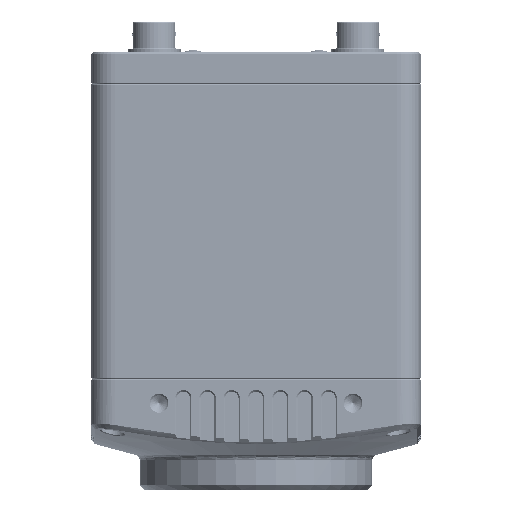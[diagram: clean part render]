
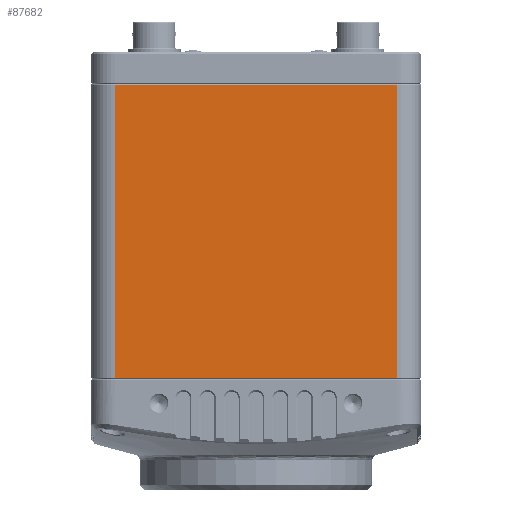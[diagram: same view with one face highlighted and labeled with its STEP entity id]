
A CAD part, left-side view. The second image highlights one B-rep face of the part: STEP entity #87682.
In plain terms, the highlighted planar face has unit normal (-1, 0, 0).
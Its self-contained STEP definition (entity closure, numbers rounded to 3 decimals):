
#4053 = CARTESIAN_POINT ( 'NONE',  ( -34., 0., 83.6 ) ) ;
#5512 = VECTOR ( 'NONE', #48403, 1000. ) ;
#9165 = DIRECTION ( 'NONE',  ( 0., 0., -1. ) ) ;
#10029 = VECTOR ( 'NONE', #9165, 1000. ) ;
#11783 = CARTESIAN_POINT ( 'NONE',  ( -34., 34., 23.1 ) ) ;
#12451 = DIRECTION ( 'NONE',  ( 0., -1., 0. ) ) ;
#15965 = CARTESIAN_POINT ( 'NONE',  ( -34., 29., 23.1 ) ) ;
#19272 = CARTESIAN_POINT ( 'NONE',  ( -34., 34., 22.9 ) ) ;
#25348 = VERTEX_POINT ( 'NONE', #38133 ) ;
#27463 = DIRECTION ( 'NONE',  ( 0., -1., 0. ) ) ;
#35413 = CARTESIAN_POINT ( 'NONE',  ( -34., 29., 22.9 ) ) ;
#35856 = LINE ( 'NONE', #11783, #80113 ) ;
#38045 = ORIENTED_EDGE ( 'NONE', *, *, #42475, .T. ) ;
#38133 = CARTESIAN_POINT ( 'NONE',  ( -34., -29., 23.1 ) ) ;
#38309 = VERTEX_POINT ( 'NONE', #62125 ) ;
#42281 = EDGE_LOOP ( 'NONE', ( #38045, #67068, #68815, #46296 ) ) ;
#42475 = EDGE_CURVE ( 'NONE', #38309, #99992, #53299, .T. ) ;
#43868 = PLANE ( 'NONE',  #93434 ) ;
#46296 = ORIENTED_EDGE ( 'NONE', *, *, #96822, .F. ) ;
#48072 = EDGE_CURVE ( 'NONE', #99992, #25348, #35856, .T. ) ;
#48403 = DIRECTION ( 'NONE',  ( 0., 0., 1. ) ) ;
#50730 = CARTESIAN_POINT ( 'NONE',  ( -34., -29., 83.6 ) ) ;
#53299 = LINE ( 'NONE', #35413, #10029 ) ;
#53374 = DIRECTION ( 'NONE',  ( -1., 0., 0. ) ) ;
#53911 = FACE_OUTER_BOUND ( 'NONE', #42281, .T. ) ;
#55429 = EDGE_CURVE ( 'NONE', #25348, #90104, #73550, .T. ) ;
#62125 = CARTESIAN_POINT ( 'NONE',  ( -34., 29., 83.6 ) ) ;
#67068 = ORIENTED_EDGE ( 'NONE', *, *, #48072, .T. ) ;
#68815 = ORIENTED_EDGE ( 'NONE', *, *, #55429, .T. ) ;
#73550 = LINE ( 'NONE', #89219, #5512 ) ;
#80113 = VECTOR ( 'NONE', #27463, 1000. ) ;
#87435 = DIRECTION ( 'NONE',  ( 0., 0., 1. ) ) ;
#87682 = ADVANCED_FACE ( 'NONE', ( #53911 ), #43868, .T. ) ;
#89219 = CARTESIAN_POINT ( 'NONE',  ( -34., -29., 22.9 ) ) ;
#90104 = VERTEX_POINT ( 'NONE', #50730 ) ;
#90360 = VECTOR ( 'NONE', #12451, 1000. ) ;
#93434 = AXIS2_PLACEMENT_3D ( 'NONE', #19272, #53374, #87435 ) ;
#96822 = EDGE_CURVE ( 'NONE', #38309, #90104, #97976, .T. ) ;
#97976 = LINE ( 'NONE', #4053, #90360 ) ;
#99992 = VERTEX_POINT ( 'NONE', #15965 ) ;
